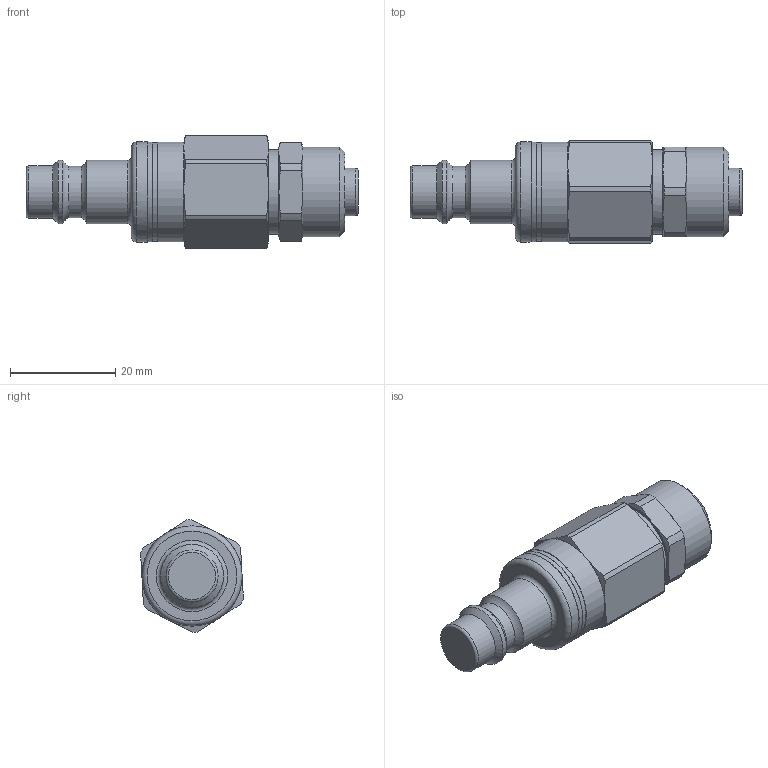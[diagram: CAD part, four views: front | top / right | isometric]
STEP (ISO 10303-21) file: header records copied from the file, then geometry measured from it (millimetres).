
FILE_DESCRIPTION(/* description */ (''),/* implementation_level */ '2;1');
FILE_NAME(/* name */ '25sbko12rvx.stp',/* time_stamp */ '2018-02-01T13:38:08+01:00',/* author */ ('IA176480'),/* organization */ (''),/* preprocessor_version */ 'ST-DEVELOPER v16.5',/* originating_system */ 'Autodesk Inventor 2017',/* authorisation */ '');
FILE_SCHEMA (('AUTOMOTIVE_DESIGN { 1 0 10303 214 3 1 1 }'));
Length unit declared in the file: millimetre
Products named in the file (1): 25SBKO12RVX
Bounding box: 63 x 19.51 x 21.4 mm (x, y, z)
Volume: 12607 mm3; surface area: 5126.2 mm2
Topology: 1 solids, 3 shells, 101 faces, 210 edges, 126 vertices
Faces by surface type: cylinder 32, cone 30, plane 29, torus 10
Full cylindrical faces by diameter (mm): 9 x1, 9.45 x1, 9.75 x1, 9.9 x1, 11 x1, 12 x2, 12.2 x1, 14.5 x1, 14.95 x1, 15.056 x1, 15.1 x1, 15.6 x2, 16 x1, 17 x1, 18.75 x1, 18.95 x2, 19 x1
Entity records: 2557 total; most frequent: CARTESIAN_POINT 490, DIRECTION 424, ORIENTED_EDGE 340, AXIS2_PLACEMENT_3D 200, EDGE_CURVE 170, EDGE_LOOP 152, VERTEX_POINT 122, FACE_OUTER_BOUND 101
